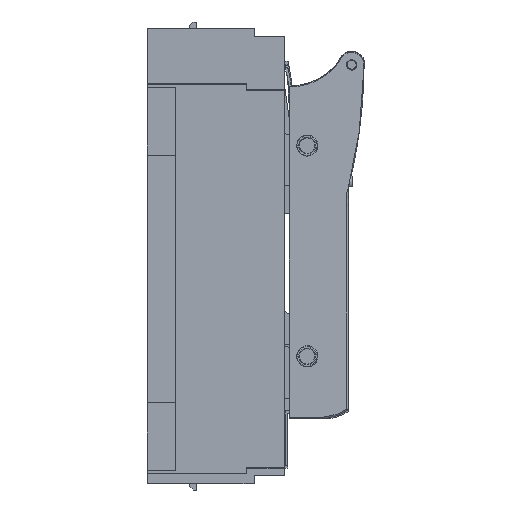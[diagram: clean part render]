
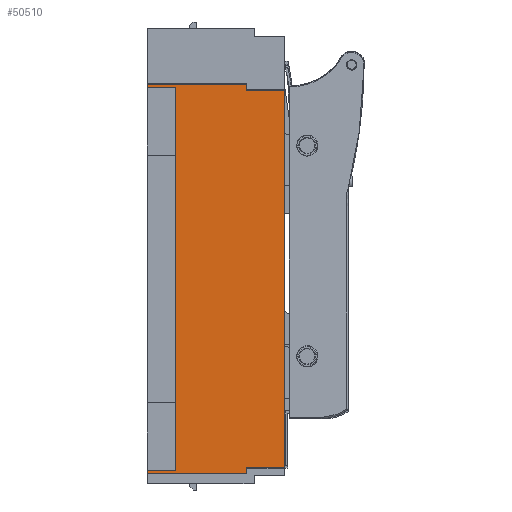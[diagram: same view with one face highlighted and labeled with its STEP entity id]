
A CAD part, left-side view. The second image highlights one B-rep face of the part: STEP entity #50510.
In plain terms, the highlighted planar face has unit normal (-1, 0, 0).
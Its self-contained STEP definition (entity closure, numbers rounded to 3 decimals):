
#50484=AXIS2_PLACEMENT_3D('Plane Axis2P3D',#50481,#50482,#50483) ;
#49690=CARTESIAN_POINT('Vertex',(-125.,0.,115.)) ;
#49693=CARTESIAN_POINT('Line Origine',(-125.,-32.5,115.)) ;
#49697=CARTESIAN_POINT('Vertex',(-125.,-65.,115.)) ;
#49902=CARTESIAN_POINT('Vertex',(-125.,-65.,-140.)) ;
#49905=CARTESIAN_POINT('Line Origine',(-125.,-32.5,-140.)) ;
#49909=CARTESIAN_POINT('Vertex',(-125.,0.,-140.)) ;
#50223=CARTESIAN_POINT('Line Origine',(-125.,-65.,113.)) ;
#50227=CARTESIAN_POINT('Vertex',(-125.,-65.,111.)) ;
#50250=CARTESIAN_POINT('Line Origine',(-125.,-77.5,111.)) ;
#50254=CARTESIAN_POINT('Vertex',(-125.,-90.,111.)) ;
#50276=CARTESIAN_POINT('Vertex',(-125.,-90.,-136.)) ;
#50279=CARTESIAN_POINT('Line Origine',(-125.,-90.,-12.5)) ;
#50297=CARTESIAN_POINT('Vertex',(-125.,-65.,-136.)) ;
#50305=CARTESIAN_POINT('Line Origine',(-125.,-77.5,-136.)) ;
#50320=CARTESIAN_POINT('Line Origine',(-125.,-65.,-138.)) ;
#50333=CARTESIAN_POINT('Line Origine',(-125.,-18.5,-12.5)) ;
#50337=CARTESIAN_POINT('Vertex',(-125.,-18.5,-138.)) ;
#50339=CARTESIAN_POINT('Vertex',(-125.,-18.5,113.)) ;
#50407=CARTESIAN_POINT('Line Origine',(-125.,-9.25,-138.)) ;
#50411=CARTESIAN_POINT('Vertex',(-125.,0.,-138.)) ;
#50450=CARTESIAN_POINT('Vertex',(-125.,0.,113.)) ;
#50465=CARTESIAN_POINT('Line Origine',(-125.,-9.25,113.)) ;
#50481=CARTESIAN_POINT('Axis2P3D Location',(-125.,0.,139.978)) ;
#50486=CARTESIAN_POINT('Line Origine',(-125.,0.,114.)) ;
#50491=CARTESIAN_POINT('Line Origine',(-125.,0.,-139.)) ;
#49694=DIRECTION('Vector Direction',(0.,1.,0.)) ;
#49906=DIRECTION('Vector Direction',(0.,1.,0.)) ;
#50224=DIRECTION('Vector Direction',(0.,0.,1.)) ;
#50251=DIRECTION('Vector Direction',(0.,1.,0.)) ;
#50280=DIRECTION('Vector Direction',(0.,0.,-1.)) ;
#50306=DIRECTION('Vector Direction',(0.,1.,0.)) ;
#50321=DIRECTION('Vector Direction',(0.,0.,1.)) ;
#50334=DIRECTION('Vector Direction',(0.,0.,1.)) ;
#50408=DIRECTION('Vector Direction',(0.,1.,0.)) ;
#50466=DIRECTION('Vector Direction',(0.,1.,0.)) ;
#50482=DIRECTION('Axis2P3D Direction',(-1.,-0.,-0.)) ;
#50483=DIRECTION('Axis2P3D XDirection',(0.,0.,-1.)) ;
#50487=DIRECTION('Vector Direction',(0.,0.,-1.)) ;
#50492=DIRECTION('Vector Direction',(0.,0.,-1.)) ;
#49695=VECTOR('Line Direction',#49694,1.) ;
#49907=VECTOR('Line Direction',#49906,1.) ;
#50225=VECTOR('Line Direction',#50224,1.) ;
#50252=VECTOR('Line Direction',#50251,1.) ;
#50281=VECTOR('Line Direction',#50280,1.) ;
#50307=VECTOR('Line Direction',#50306,1.) ;
#50322=VECTOR('Line Direction',#50321,1.) ;
#50335=VECTOR('Line Direction',#50334,1.) ;
#50409=VECTOR('Line Direction',#50408,1.) ;
#50467=VECTOR('Line Direction',#50466,1.) ;
#50488=VECTOR('Line Direction',#50487,1.) ;
#50493=VECTOR('Line Direction',#50492,1.) ;
#50497=ORIENTED_EDGE('',*,*,#49911,.F.) ;
#50498=ORIENTED_EDGE('',*,*,#50324,.T.) ;
#50499=ORIENTED_EDGE('',*,*,#50309,.F.) ;
#50500=ORIENTED_EDGE('',*,*,#50283,.F.) ;
#50501=ORIENTED_EDGE('',*,*,#50256,.T.) ;
#50502=ORIENTED_EDGE('',*,*,#50229,.T.) ;
#50503=ORIENTED_EDGE('',*,*,#49699,.T.) ;
#50504=ORIENTED_EDGE('',*,*,#50490,.T.) ;
#50505=ORIENTED_EDGE('',*,*,#50469,.F.) ;
#50506=ORIENTED_EDGE('',*,*,#50341,.F.) ;
#50507=ORIENTED_EDGE('',*,*,#50413,.T.) ;
#50508=ORIENTED_EDGE('',*,*,#50495,.T.) ;
#50510=ADVANCED_FACE('T300113000-KETO-3-3-34245_Gehaeuse',(#50509),#50485,.T.) ;
#49699=EDGE_CURVE('',#49698,#49691,#49696,.T.) ;
#49911=EDGE_CURVE('',#49903,#49910,#49908,.T.) ;
#50229=EDGE_CURVE('',#50228,#49698,#50226,.T.) ;
#50256=EDGE_CURVE('',#50255,#50228,#50253,.T.) ;
#50283=EDGE_CURVE('',#50255,#50277,#50282,.T.) ;
#50309=EDGE_CURVE('',#50277,#50298,#50308,.T.) ;
#50324=EDGE_CURVE('',#49903,#50298,#50323,.T.) ;
#50341=EDGE_CURVE('',#50338,#50340,#50336,.T.) ;
#50413=EDGE_CURVE('',#50338,#50412,#50410,.T.) ;
#50469=EDGE_CURVE('',#50340,#50451,#50468,.T.) ;
#50490=EDGE_CURVE('',#49691,#50451,#50489,.T.) ;
#50495=EDGE_CURVE('',#50412,#49910,#50494,.T.) ;
#50496=EDGE_LOOP('',(#50497,#50498,#50499,#50500,#50501,#50502,#50503,#50504,#50505,#50506,#50507,#50508)) ;
#50509=FACE_OUTER_BOUND('',#50496,.T.) ;
#49696=LINE('Line',#49693,#49695) ;
#49908=LINE('Line',#49905,#49907) ;
#50226=LINE('Line',#50223,#50225) ;
#50253=LINE('Line',#50250,#50252) ;
#50282=LINE('Line',#50279,#50281) ;
#50308=LINE('Line',#50305,#50307) ;
#50323=LINE('Line',#50320,#50322) ;
#50336=LINE('Line',#50333,#50335) ;
#50410=LINE('Line',#50407,#50409) ;
#50468=LINE('Line',#50465,#50467) ;
#50489=LINE('Line',#50486,#50488) ;
#50494=LINE('Line',#50491,#50493) ;
#50485=PLANE('Plane',#50484) ;
#49691=VERTEX_POINT('',#49690) ;
#49698=VERTEX_POINT('',#49697) ;
#49903=VERTEX_POINT('',#49902) ;
#49910=VERTEX_POINT('',#49909) ;
#50228=VERTEX_POINT('',#50227) ;
#50255=VERTEX_POINT('',#50254) ;
#50277=VERTEX_POINT('',#50276) ;
#50298=VERTEX_POINT('',#50297) ;
#50338=VERTEX_POINT('',#50337) ;
#50340=VERTEX_POINT('',#50339) ;
#50412=VERTEX_POINT('',#50411) ;
#50451=VERTEX_POINT('',#50450) ;
